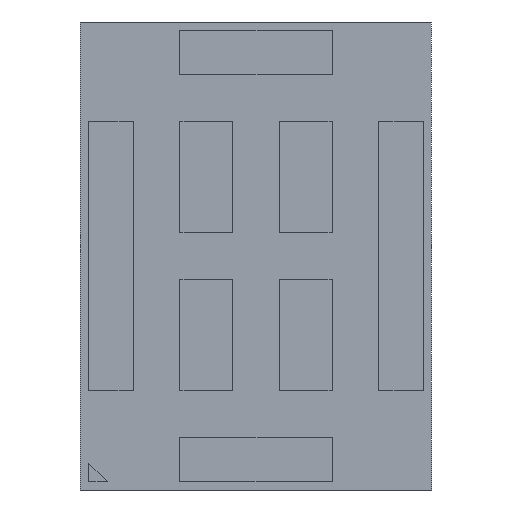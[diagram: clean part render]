
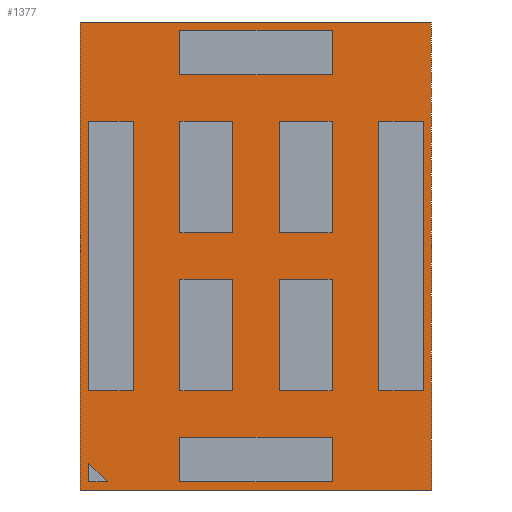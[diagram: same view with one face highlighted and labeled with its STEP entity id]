
A CAD part, front view. The second image highlights one B-rep face of the part: STEP entity #1377.
In plain terms, the highlighted planar face has unit normal (0, -1, 0).
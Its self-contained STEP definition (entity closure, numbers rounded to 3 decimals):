
#120=FACE_OUTER_BOUND('',#206,.T.);
#206=EDGE_LOOP('',(#1044,#1045,#1046,#1047));
#344=LINE('',#2115,#493);
#348=LINE('',#2123,#497);
#351=LINE('',#2129,#500);
#354=LINE('',#2134,#503);
#493=VECTOR('',#1737,4.);
#497=VECTOR('',#1743,3.);
#500=VECTOR('',#1748,4.);
#503=VECTOR('',#1753,3.);
#607=VERTEX_POINT('',#2113);
#608=VERTEX_POINT('',#2114);
#611=VERTEX_POINT('',#2122);
#613=VERTEX_POINT('',#2128);
#751=EDGE_CURVE('',#607,#608,#344,.T.);
#755=EDGE_CURVE('',#611,#607,#348,.T.);
#758=EDGE_CURVE('',#613,#611,#351,.T.);
#761=EDGE_CURVE('',#608,#613,#354,.T.);
#1044=ORIENTED_EDGE('',*,*,#761,.F.);
#1045=ORIENTED_EDGE('',*,*,#751,.F.);
#1046=ORIENTED_EDGE('',*,*,#755,.F.);
#1047=ORIENTED_EDGE('',*,*,#758,.F.);
#1210=PLANE('',#1475);
#1377=ADVANCED_FACE('',(#120),#1210,.F.);
#1475=AXIS2_PLACEMENT_3D('',#2137,#1757,#1758);
#1737=DIRECTION('',(0.,0.,-1.));
#1743=DIRECTION('',(1.,0.,0.));
#1748=DIRECTION('',(0.,0.,1.));
#1753=DIRECTION('',(-1.,0.,0.));
#1757=DIRECTION('center_axis',(0.,1.,0.));
#1758=DIRECTION('ref_axis',(0.,0.,1.));
#2113=CARTESIAN_POINT('',(0.,0.,4.));
#2114=CARTESIAN_POINT('',(0.,0.,0.));
#2115=CARTESIAN_POINT('',(0.,0.,4.));
#2122=CARTESIAN_POINT('',(-3.,0.,4.));
#2123=CARTESIAN_POINT('',(-3.,0.,4.));
#2128=CARTESIAN_POINT('',(-3.,0.,0.));
#2129=CARTESIAN_POINT('',(-3.,0.,0.));
#2134=CARTESIAN_POINT('',(0.,0.,0.));
#2137=CARTESIAN_POINT('Origin',(-1.5,0.,2.));
